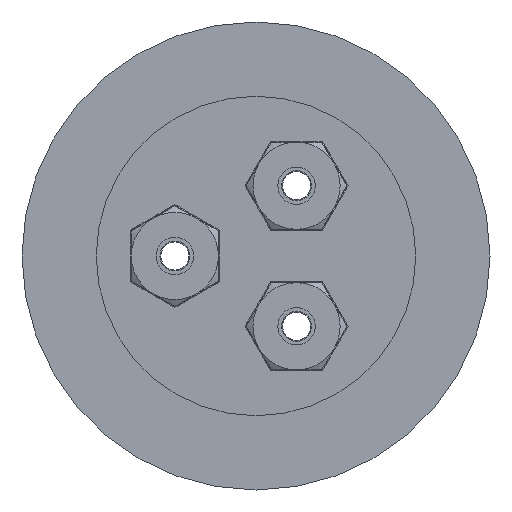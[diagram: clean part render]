
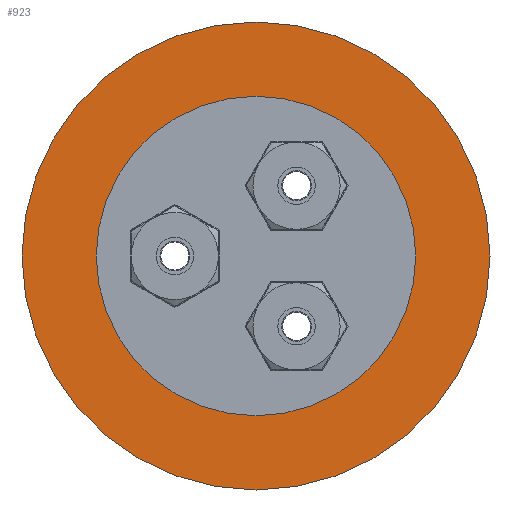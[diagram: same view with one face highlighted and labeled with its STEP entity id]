
A CAD part, front view. The second image highlights one B-rep face of the part: STEP entity #923.
In plain terms, the highlighted planar face has unit normal (0, -1, 0).
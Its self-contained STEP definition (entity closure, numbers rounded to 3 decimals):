
#120=FACE_BOUND('',#259,.T.);
#132=PLANE('',#1097);
#188=FACE_OUTER_BOUND('',#258,.T.);
#258=EDGE_LOOP('',(#675));
#259=EDGE_LOOP('',(#676));
#387=CIRCLE('',#1089,37.5);
#390=CIRCLE('',#1096,25.6);
#444=VERTEX_POINT('',#1532);
#447=VERTEX_POINT('',#1544);
#525=EDGE_CURVE('',#444,#444,#387,.T.);
#530=EDGE_CURVE('',#447,#447,#390,.T.);
#675=ORIENTED_EDGE('',*,*,#525,.F.);
#676=ORIENTED_EDGE('',*,*,#530,.T.);
#923=ADVANCED_FACE('',(#188,#120),#132,.T.);
#1089=AXIS2_PLACEMENT_3D('',#1534,#1241,#1242);
#1096=AXIS2_PLACEMENT_3D('',#1546,#1257,#1258);
#1097=AXIS2_PLACEMENT_3D('',#1547,#1259,#1260);
#1241=DIRECTION('center_axis',(0.,1.,0.));
#1242=DIRECTION('ref_axis',(1.,0.,0.));
#1257=DIRECTION('center_axis',(0.,1.,0.));
#1258=DIRECTION('ref_axis',(1.,0.,0.));
#1259=DIRECTION('center_axis',(0.,-1.,0.));
#1260=DIRECTION('ref_axis',(0.,0.,-1.));
#1532=CARTESIAN_POINT('',(37.5,0.,0.));
#1534=CARTESIAN_POINT('Origin',(0.,0.,0.));
#1544=CARTESIAN_POINT('',(25.6,0.,0.));
#1546=CARTESIAN_POINT('Origin',(0.,0.,0.));
#1547=CARTESIAN_POINT('Origin',(-37.5,0.,0.));
